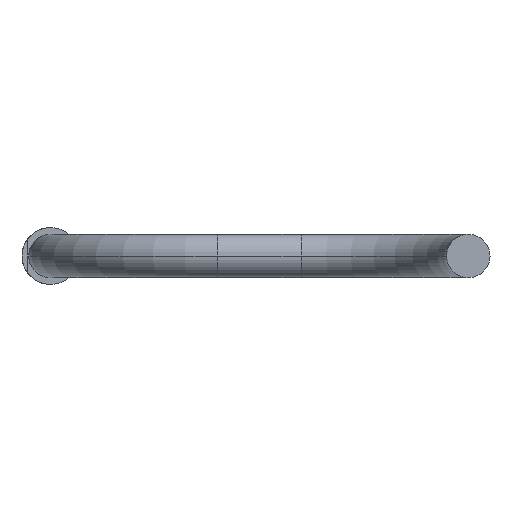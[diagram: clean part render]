
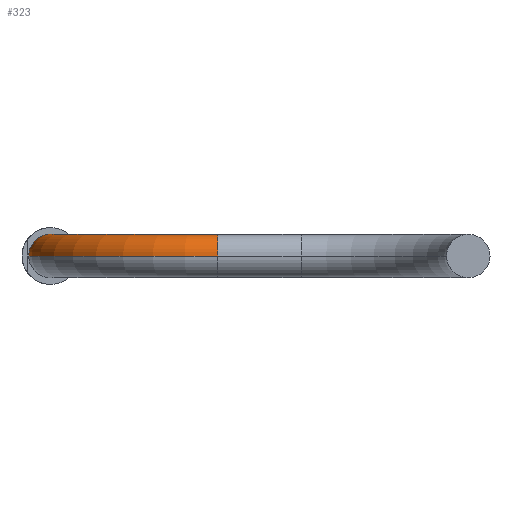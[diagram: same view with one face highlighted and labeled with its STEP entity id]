
A CAD part, left-side view. The second image highlights one B-rep face of the part: STEP entity #323.
In plain terms, the highlighted toroidal (fillet/blend) face has major radius 12.7 mm and minor radius 1.651 mm.
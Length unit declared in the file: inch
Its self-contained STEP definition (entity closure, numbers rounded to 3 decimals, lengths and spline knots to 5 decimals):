
#27 = CARTESIAN_POINT ( 'NONE',  ( -3.065, -0.5, 0. ) ) ;
#39 = DIRECTION ( 'NONE',  ( 0., -1., 0. ) ) ;
#91 = VERTEX_POINT ( 'NONE', #95 ) ;
#95 = CARTESIAN_POINT ( 'NONE',  ( -2.5, 0.065, 0. ) ) ;
#106 = EDGE_CURVE ( 'NONE', #838, #91, #508, .T. ) ;
#109 = DIRECTION ( 'NONE',  ( -1., 0., 0. ) ) ;
#117 = EDGE_LOOP ( 'NONE', ( #805, #686, #547, #431 ) ) ;
#120 = EDGE_CURVE ( 'NONE', #969, #544, #883, .T. ) ;
#132 = AXIS2_PLACEMENT_3D ( 'NONE', #494, #39, #577 ) ;
#142 = AXIS2_PLACEMENT_3D ( 'NONE', #410, #926, #482 ) ;
#216 = CARTESIAN_POINT ( 'NONE',  ( -2.5, -0.5, 0. ) ) ;
#269 = AXIS2_PLACEMENT_3D ( 'NONE', #216, #748, #298 ) ;
#289 = DIRECTION ( 'NONE',  ( 0., 0., 1. ) ) ;
#298 = DIRECTION ( 'NONE',  ( 1., 0., 0. ) ) ;
#323 = ADVANCED_FACE ( 'NONE', ( #344 ), #542, .T. ) ;
#344 = FACE_OUTER_BOUND ( 'NONE', #117, .T. ) ;
#362 = EDGE_CURVE ( 'NONE', #91, #544, #893, .T. ) ;
#410 = CARTESIAN_POINT ( 'NONE',  ( -2.5, -0.5, 0. ) ) ;
#431 = ORIENTED_EDGE ( 'NONE', *, *, #520, .F. ) ;
#439 = CARTESIAN_POINT ( 'NONE',  ( -2.5, -0.5, 0. ) ) ;
#482 = DIRECTION ( 'NONE',  ( 1., 0., 0. ) ) ;
#494 = CARTESIAN_POINT ( 'NONE',  ( -3., -0.5, 0. ) ) ;
#508 = CIRCLE ( 'NONE', #955, 0.065 ) ;
#520 = EDGE_CURVE ( 'NONE', #838, #969, #945, .T. ) ;
#542 = TOROIDAL_SURFACE ( 'NONE', #891, 0.5, 0.065 ) ;
#544 = VERTEX_POINT ( 'NONE', #27 ) ;
#547 = ORIENTED_EDGE ( 'NONE', *, *, #120, .F. ) ;
#570 = CARTESIAN_POINT ( 'NONE',  ( -2.5, 0., 0. ) ) ;
#577 = DIRECTION ( 'NONE',  ( 1., 0., 0. ) ) ;
#649 = DIRECTION ( 'NONE',  ( 0., -1., 0. ) ) ;
#686 = ORIENTED_EDGE ( 'NONE', *, *, #362, .T. ) ;
#748 = DIRECTION ( 'NONE',  ( 0., 0., 1. ) ) ;
#805 = ORIENTED_EDGE ( 'NONE', *, *, #106, .T. ) ;
#838 = VERTEX_POINT ( 'NONE', #889 ) ;
#883 = CIRCLE ( 'NONE', #132, 0.065 ) ;
#889 = CARTESIAN_POINT ( 'NONE',  ( -2.5, -0.065, 0. ) ) ;
#891 = AXIS2_PLACEMENT_3D ( 'NONE', #439, #289, #954 ) ;
#893 = CIRCLE ( 'NONE', #269, 0.565 ) ;
#900 = CARTESIAN_POINT ( 'NONE',  ( -2.935, -0.5, 0. ) ) ;
#926 = DIRECTION ( 'NONE',  ( 0., 0., 1. ) ) ;
#945 = CIRCLE ( 'NONE', #142, 0.435 ) ;
#954 = DIRECTION ( 'NONE',  ( 1., 0., 0. ) ) ;
#955 = AXIS2_PLACEMENT_3D ( 'NONE', #570, #109, #649 ) ;
#969 = VERTEX_POINT ( 'NONE', #900 ) ;
